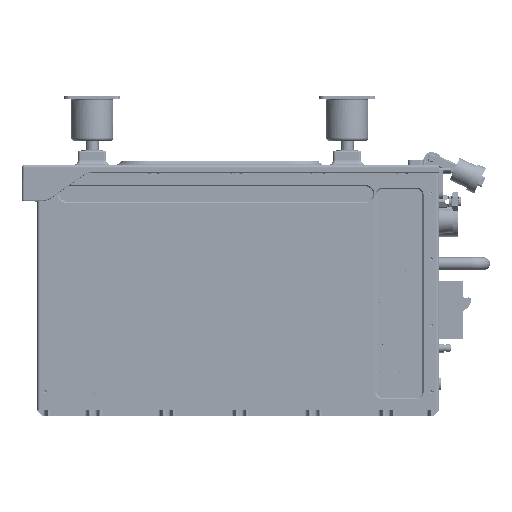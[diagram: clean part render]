
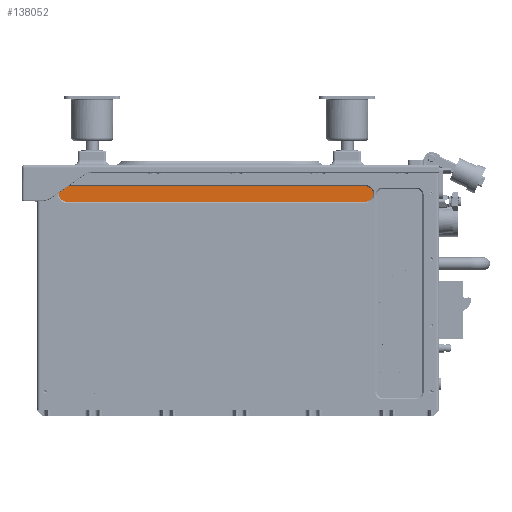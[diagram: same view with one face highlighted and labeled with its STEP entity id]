
A CAD part, left-side view. The second image highlights one B-rep face of the part: STEP entity #138052.
In plain terms, the highlighted planar face has unit normal (-1, 0, 0).
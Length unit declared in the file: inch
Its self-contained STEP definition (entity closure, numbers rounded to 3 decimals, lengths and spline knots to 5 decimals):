
#2066 = CARTESIAN_POINT ( 'NONE',  ( -0.5374, 2.0374, -0.52214 ) ) ;
#8158 = CARTESIAN_POINT ( 'NONE',  ( -0.5374, 2.27362, -0.31693 ) ) ;
#11577 = DIRECTION ( 'NONE',  ( -1., 0., 0. ) ) ;
#14472 = CARTESIAN_POINT ( 'NONE',  ( -0.5374, 11.51158, -0.78937 ) ) ;
#18476 = CARTESIAN_POINT ( 'NONE',  ( -0.5374, 11.70244, -0.67218 ) ) ;
#23984 = ORIENTED_EDGE ( 'NONE', *, *, #26521, .T. ) ;
#25151 = CARTESIAN_POINT ( 'NONE',  ( -0.5374, 2.2581, -0.31693 ) ) ;
#25364 = B_SPLINE_CURVE_WITH_KNOTS ( 'NONE', 3,
 ( #137775, #223358, #242436, #178573, #202982, #56107, #193958, #265533, #222035, #141786, #261530, #219358 ),
 .UNSPECIFIED., .F., .F.,
 ( 4, 2, 2, 2, 2, 4 ),
 ( 0., 0.25, 0.5, 0.75, 0.875, 1. ),
 .UNSPECIFIED. ) ;
#26521 = EDGE_CURVE ( 'NONE', #262336, #59058, #30403, .T. ) ;
#29552 = CARTESIAN_POINT ( 'NONE',  ( -0.5374, 11.55783, -0.32305 ) ) ;
#30403 = B_SPLINE_CURVE_WITH_KNOTS ( 'NONE', 3,
 ( #125857, #2066, #123142, #102756, #127191, #211503, #85061, #105463, #210150, #168016, #25151, #108164 ),
 .UNSPECIFIED., .F., .F.,
 ( 4, 2, 2, 2, 2, 4 ),
 ( 0., 0.25, 0.5, 0.75, 0.875, 1. ),
 .UNSPECIFIED. ) ;
#32577 = ORIENTED_EDGE ( 'NONE', *, *, #258392, .T. ) ;
#36031 = EDGE_CURVE ( 'NONE', #59058, #130363, #126113, .T. ) ;
#36210 = CARTESIAN_POINT ( 'NONE',  ( -0.5374, 11.72616, -0.61491 ) ) ;
#36674 = CARTESIAN_POINT ( 'NONE',  ( -0.5374, 11.49606, -0.78937 ) ) ;
#36904 = EDGE_CURVE ( 'NONE', #115871, #50116, #138647, .T. ) ;
#37547 = CARTESIAN_POINT ( 'NONE',  ( -0.5374, 11.49606, -0.78937 ) ) ;
#47636 = CARTESIAN_POINT ( 'NONE',  ( -0.5374, 11.49606, -0.31693 ) ) ;
#50116 = VERTEX_POINT ( 'NONE', #67103 ) ;
#51277 = CARTESIAN_POINT ( 'NONE',  ( -0.5374, 11.72617, -0.49138 ) ) ;
#52616 = CARTESIAN_POINT ( 'NONE',  ( -0.5374, 11.49606, -0.31693 ) ) ;
#53709 = DIRECTION ( 'NONE',  ( 0., 0., 1. ) ) ;
#56107 = CARTESIAN_POINT ( 'NONE',  ( -0.5374, 2.08467, -0.69827 ) ) ;
#56648 = CARTESIAN_POINT ( 'NONE',  ( -0.5374, 11.52694, -0.78786 ) ) ;
#59058 = VERTEX_POINT ( 'NONE', #259216 ) ;
#60338 = CARTESIAN_POINT ( 'NONE',  ( -0.5374, 2.27362, -0.78937 ) ) ;
#63740 = AXIS2_PLACEMENT_3D ( 'NONE', #180206, #11577, #53709 ) ;
#64393 = CARTESIAN_POINT ( 'NONE',  ( -0.5374, 11.49606, -0.78937 ) ) ;
#67103 = CARTESIAN_POINT ( 'NONE',  ( -0.5374, 2.27362, -0.78937 ) ) ;
#71743 = CARTESIAN_POINT ( 'NONE',  ( -0.5374, 11.64118, -0.3642 ) ) ;
#85061 = CARTESIAN_POINT ( 'NONE',  ( -0.5374, 2.15459, -0.34677 ) ) ;
#89233 = PLANE ( 'NONE',  #63740 ) ;
#93212 = FACE_OUTER_BOUND ( 'NONE', #113026, .T. ) ;
#96137 = CARTESIAN_POINT ( 'NONE',  ( -0.5374, 11.73229, -0.58414 ) ) ;
#102756 = CARTESIAN_POINT ( 'NONE',  ( -0.5374, 2.06724, -0.43412 ) ) ;
#103559 = B_SPLINE_CURVE_WITH_KNOTS ( 'NONE', 3,
 ( #52616, #215892, #29552, #112563, #71743, #154675, #237605, #51277, #200832, #96137, #36210, #18476, #244289, #160015, #136972, #142297, #242965, #56648, #14472, #37547 ),
 .UNSPECIFIED., .F., .F.,
 ( 4, 2, 2, 2, 2, 2, 2, 2, 2, 4 ),
 ( 0., 0.125, 0.25, 0.375, 0.5, 0.625, 0.75, 0.875, 0.9375, 1. ),
 .UNSPECIFIED. ) ;
#105463 = CARTESIAN_POINT ( 'NONE',  ( -0.5374, 2.19754, -0.32898 ) ) ;
#108164 = CARTESIAN_POINT ( 'NONE',  ( -0.5374, 2.27362, -0.31693 ) ) ;
#112563 = CARTESIAN_POINT ( 'NONE',  ( -0.5374, 11.61509, -0.34677 ) ) ;
#113026 = EDGE_LOOP ( 'NONE', ( #156129, #23984, #216764, #32577, #113757 ) ) ;
#113757 = ORIENTED_EDGE ( 'NONE', *, *, #36904, .T. ) ;
#115871 = VERTEX_POINT ( 'NONE', #36674 ) ;
#123142 = CARTESIAN_POINT ( 'NONE',  ( -0.5374, 2.04353, -0.49139 ) ) ;
#125857 = CARTESIAN_POINT ( 'NONE',  ( -0.5374, 2.0374, -0.55315 ) ) ;
#126113 = B_SPLINE_CURVE_WITH_KNOTS ( 'NONE', 3,
 ( #8158, #193182, #233962, #47636 ),
 .UNSPECIFIED., .F., .F.,
 ( 4, 4 ),
 ( 0., 1. ),
 .UNSPECIFIED. ) ;
#127191 = CARTESIAN_POINT ( 'NONE',  ( -0.5374, 2.08468, -0.40803 ) ) ;
#130363 = VERTEX_POINT ( 'NONE', #185253 ) ;
#136972 = CARTESIAN_POINT ( 'NONE',  ( -0.5374, 11.61509, -0.75953 ) ) ;
#137775 = CARTESIAN_POINT ( 'NONE',  ( -0.5374, 2.27362, -0.78937 ) ) ;
#138052 = ADVANCED_FACE ( 'NONE', ( #93212 ), #89233, .T. ) ;
#138647 = B_SPLINE_CURVE_WITH_KNOTS ( 'NONE', 3,
 ( #64393, #265766, #147416, #60338 ),
 .UNSPECIFIED., .F., .F.,
 ( 4, 4 ),
 ( 0., 1. ),
 .UNSPECIFIED. ) ;
#141786 = CARTESIAN_POINT ( 'NONE',  ( -0.5374, 2.03891, -0.58403 ) ) ;
#142297 = CARTESIAN_POINT ( 'NONE',  ( -0.5374, 11.57214, -0.77732 ) ) ;
#147416 = CARTESIAN_POINT ( 'NONE',  ( -0.5374, 5.34777, -0.78937 ) ) ;
#154675 = CARTESIAN_POINT ( 'NONE',  ( -0.5374, 11.68501, -0.40803 ) ) ;
#156129 = ORIENTED_EDGE ( 'NONE', *, *, #182143, .T. ) ;
#160015 = CARTESIAN_POINT ( 'NONE',  ( -0.5374, 11.64118, -0.7421 ) ) ;
#168016 = CARTESIAN_POINT ( 'NONE',  ( -0.5374, 2.24274, -0.31844 ) ) ;
#178573 = CARTESIAN_POINT ( 'NONE',  ( -0.5374, 2.15459, -0.75953 ) ) ;
#180206 = CARTESIAN_POINT ( 'NONE',  ( -0.5374, 6.14173, -3.58465 ) ) ;
#182143 = EDGE_CURVE ( 'NONE', #50116, #262336, #25364, .T. ) ;
#183215 = CARTESIAN_POINT ( 'NONE',  ( -0.5374, 2.0374, -0.55315 ) ) ;
#185253 = CARTESIAN_POINT ( 'NONE',  ( -0.5374, 11.49606, -0.31693 ) ) ;
#193182 = CARTESIAN_POINT ( 'NONE',  ( -0.5374, 5.34777, -0.31693 ) ) ;
#193958 = CARTESIAN_POINT ( 'NONE',  ( -0.5374, 2.06725, -0.67218 ) ) ;
#200832 = CARTESIAN_POINT ( 'NONE',  ( -0.5374, 11.73228, -0.52216 ) ) ;
#202982 = CARTESIAN_POINT ( 'NONE',  ( -0.5374, 2.12851, -0.7421 ) ) ;
#210150 = CARTESIAN_POINT ( 'NONE',  ( -0.5374, 2.21233, -0.32449 ) ) ;
#211503 = CARTESIAN_POINT ( 'NONE',  ( -0.5374, 2.1285, -0.3642 ) ) ;
#215892 = CARTESIAN_POINT ( 'NONE',  ( -0.5374, 11.52707, -0.31693 ) ) ;
#216764 = ORIENTED_EDGE ( 'NONE', *, *, #36031, .T. ) ;
#219358 = CARTESIAN_POINT ( 'NONE',  ( -0.5374, 2.0374, -0.55315 ) ) ;
#222035 = CARTESIAN_POINT ( 'NONE',  ( -0.5374, 2.04497, -0.61444 ) ) ;
#223358 = CARTESIAN_POINT ( 'NONE',  ( -0.5374, 2.24262, -0.78937 ) ) ;
#233962 = CARTESIAN_POINT ( 'NONE',  ( -0.5374, 8.42192, -0.31693 ) ) ;
#237605 = CARTESIAN_POINT ( 'NONE',  ( -0.5374, 11.70244, -0.43412 ) ) ;
#242436 = CARTESIAN_POINT ( 'NONE',  ( -0.5374, 2.21186, -0.78325 ) ) ;
#242965 = CARTESIAN_POINT ( 'NONE',  ( -0.5374, 11.55735, -0.78181 ) ) ;
#244289 = CARTESIAN_POINT ( 'NONE',  ( -0.5374, 11.68501, -0.69827 ) ) ;
#258392 = EDGE_CURVE ( 'NONE', #130363, #115871, #103559, .T. ) ;
#259216 = CARTESIAN_POINT ( 'NONE',  ( -0.5374, 2.27362, -0.31693 ) ) ;
#261530 = CARTESIAN_POINT ( 'NONE',  ( -0.5374, 2.0374, -0.56867 ) ) ;
#262336 = VERTEX_POINT ( 'NONE', #183215 ) ;
#265533 = CARTESIAN_POINT ( 'NONE',  ( -0.5374, 2.04945, -0.62923 ) ) ;
#265766 = CARTESIAN_POINT ( 'NONE',  ( -0.5374, 8.42192, -0.78937 ) ) ;
